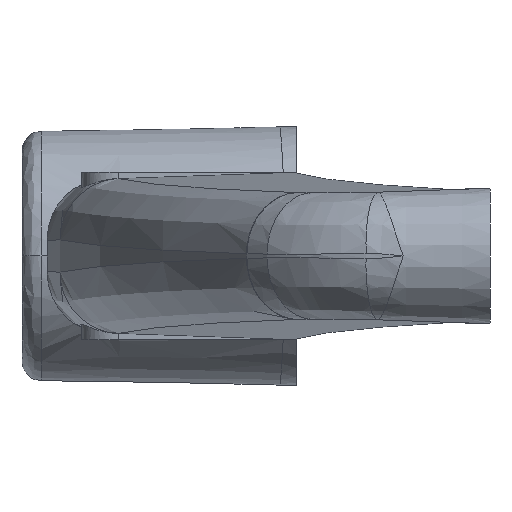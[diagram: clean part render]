
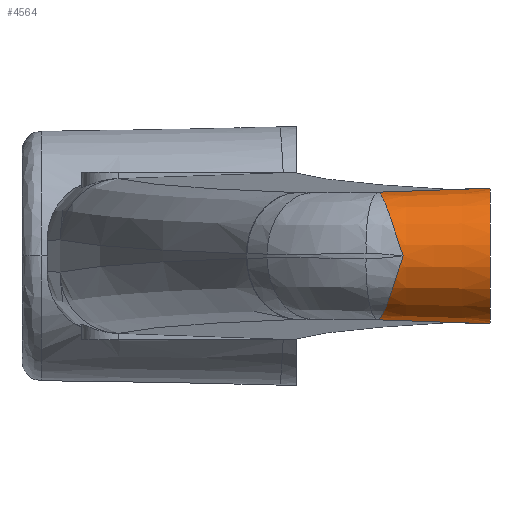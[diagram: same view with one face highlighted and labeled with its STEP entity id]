
A CAD part, left-side view. The second image highlights one B-rep face of the part: STEP entity #4564.
In plain terms, the highlighted conical face has half-angle 2 degrees and reference radius 21.21 mm.
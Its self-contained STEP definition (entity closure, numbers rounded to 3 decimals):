
#139 = CARTESIAN_POINT ( 'NONE',  ( -226.24, 54.35, 0. ) ) ;
#169 = CARTESIAN_POINT ( 'NONE',  ( -226.24, 54.35, 0. ) ) ;
#222 = CARTESIAN_POINT ( 'NONE',  ( -227.116, 89.474, -19.964 ) ) ;
#389 = DIRECTION ( 'NONE',  ( 0., -1., 0. ) ) ;
#428 = CARTESIAN_POINT ( 'NONE',  ( -233.469, 88.226, 18.722 ) ) ;
#639 = ORIENTED_EDGE ( 'NONE', *, *, #2627, .F. ) ;
#715 = CARTESIAN_POINT ( 'NONE',  ( -246.471, 82.39, -2.511 ) ) ;
#725 = VERTEX_POINT ( 'NONE', #4131 ) ;
#849 = CARTESIAN_POINT ( 'NONE',  ( -227.116, 89.474, -19.964 ) ) ;
#865 = CARTESIAN_POINT ( 'NONE',  ( -243.958, 84.695, 9.682 ) ) ;
#915 = AXIS2_PLACEMENT_3D ( 'NONE', #169, #389, #1180 ) ;
#1053 = ORIENTED_EDGE ( 'NONE', *, *, #3143, .F. ) ;
#1063 = CARTESIAN_POINT ( 'NONE',  ( -235.822, 87.661, -17.656 ) ) ;
#1180 = DIRECTION ( 'NONE',  ( 0., 0., -1. ) ) ;
#1283 = CARTESIAN_POINT ( 'NONE',  ( -242.577, 85.41, 11.822 ) ) ;
#1452 = DIRECTION ( 'NONE',  ( 0., 0., -1. ) ) ;
#1453 = B_SPLINE_CURVE_WITH_KNOTS ( 'NONE', 3,
 ( #3159, #2243, #5931, #3596, #865, #1283, #4652, #1753, #1784, #2767, #5515, #428, #5054, #5601, #2707, #1816 ),
 .UNSPECIFIED., .F., .F.,
 ( 4, 2, 2, 2, 2, 2, 2, 4 ),
 ( 0., 0.25, 0.375, 0.5, 0.625, 0.75, 0.875, 1. ),
 .UNSPECIFIED. ) ;
#1531 = CARTESIAN_POINT ( 'NONE',  ( -245.971, 83.189, -5.027 ) ) ;
#1636 = CARTESIAN_POINT ( 'NONE',  ( -244.545, 84.326, -8.55 ) ) ;
#1753 = CARTESIAN_POINT ( 'NONE',  ( -240.016, 86.425, 14.679 ) ) ;
#1784 = CARTESIAN_POINT ( 'NONE',  ( -239.042, 86.747, 15.522 ) ) ;
#1816 = CARTESIAN_POINT ( 'NONE',  ( -227.116, 89.474, 19.964 ) ) ;
#1954 = ORIENTED_EDGE ( 'NONE', *, *, #1987, .F. ) ;
#1979 = B_SPLINE_CURVE_WITH_KNOTS ( 'NONE', 3,
 ( #222, #3976, #5421, #3068, #4974, #1063, #5395, #4339, #4944, #4842, #3878, #2096, #1636, #1531, #715, #4376 ),
 .UNSPECIFIED., .F., .F.,
 ( 4, 2, 2, 2, 2, 2, 2, 4 ),
 ( 0., 0.125, 0.25, 0.375, 0.5, 0.625, 0.75, 1. ),
 .UNSPECIFIED. ) ;
#1987 = EDGE_CURVE ( 'NONE', #2783, #3381, #4926, .T. ) ;
#2041 = DIRECTION ( 'NONE',  ( -0.002, -0.999, 0.035 ) ) ;
#2096 = CARTESIAN_POINT ( 'NONE',  ( -243.958, 84.695, -9.682 ) ) ;
#2243 = CARTESIAN_POINT ( 'NONE',  ( -246.471, 82.39, 2.511 ) ) ;
#2627 = EDGE_CURVE ( 'NONE', #2757, #4343, #1979, .T. ) ;
#2707 = CARTESIAN_POINT ( 'NONE',  ( -228.418, 89.247, 19.915 ) ) ;
#2711 = VECTOR ( 'NONE', #5658, 1000. ) ;
#2757 = VERTEX_POINT ( 'NONE', #849 ) ;
#2767 = CARTESIAN_POINT ( 'NONE',  ( -236.945, 87.365, 17.01 ) ) ;
#2783 = VERTEX_POINT ( 'NONE', #6038 ) ;
#2829 = CARTESIAN_POINT ( 'NONE',  ( -227.081, 112.543, -19.159 ) ) ;
#2981 = CIRCLE ( 'NONE', #5361, 21.21 ) ;
#3068 = CARTESIAN_POINT ( 'NONE',  ( -232.238, 88.495, -19.142 ) ) ;
#3143 = EDGE_CURVE ( 'NONE', #725, #2757, #4246, .T. ) ;
#3159 = CARTESIAN_POINT ( 'NONE',  ( -246.5, 81.561, 0. ) ) ;
#3377 = CARTESIAN_POINT ( 'NONE',  ( -227.17, 54.35, 21.19 ) ) ;
#3381 = VERTEX_POINT ( 'NONE', #3377 ) ;
#3443 = ORIENTED_EDGE ( 'NONE', *, *, #4244, .F. ) ;
#3462 = VECTOR ( 'NONE', #2041, 1000. ) ;
#3538 = CARTESIAN_POINT ( 'NONE',  ( -246.5, 81.561, 0. ) ) ;
#3596 = CARTESIAN_POINT ( 'NONE',  ( -244.545, 84.326, 8.55 ) ) ;
#3780 = EDGE_CURVE ( 'NONE', #4343, #2783, #1453, .T. ) ;
#3878 = CARTESIAN_POINT ( 'NONE',  ( -242.577, 85.41, -11.822 ) ) ;
#3976 = CARTESIAN_POINT ( 'NONE',  ( -228.418, 89.247, -19.915 ) ) ;
#3989 = CARTESIAN_POINT ( 'NONE',  ( -227.081, 112.543, 19.159 ) ) ;
#4131 = CARTESIAN_POINT ( 'NONE',  ( -227.17, 54.35, -21.19 ) ) ;
#4244 = EDGE_CURVE ( 'NONE', #3381, #725, #2981, .T. ) ;
#4246 = LINE ( 'NONE', #2829, #2711 ) ;
#4326 = DIRECTION ( 'NONE',  ( 0., -1., 0. ) ) ;
#4339 = CARTESIAN_POINT ( 'NONE',  ( -239.042, 86.747, -15.522 ) ) ;
#4343 = VERTEX_POINT ( 'NONE', #3538 ) ;
#4376 = CARTESIAN_POINT ( 'NONE',  ( -246.5, 81.561, 0. ) ) ;
#4389 = FACE_OUTER_BOUND ( 'NONE', #4701, .T. ) ;
#4564 = ADVANCED_FACE ( 'NONE', ( #4389 ), #6021, .T. ) ;
#4652 = CARTESIAN_POINT ( 'NONE',  ( -241.784, 85.757, 12.829 ) ) ;
#4701 = EDGE_LOOP ( 'NONE', ( #1053, #3443, #1954, #6012, #639 ) ) ;
#4842 = CARTESIAN_POINT ( 'NONE',  ( -241.784, 85.757, -12.829 ) ) ;
#4926 = LINE ( 'NONE', #3989, #3462 ) ;
#4944 = CARTESIAN_POINT ( 'NONE',  ( -240.016, 86.425, -14.679 ) ) ;
#4974 = CARTESIAN_POINT ( 'NONE',  ( -233.469, 88.226, -18.722 ) ) ;
#5054 = CARTESIAN_POINT ( 'NONE',  ( -232.238, 88.495, 19.142 ) ) ;
#5361 = AXIS2_PLACEMENT_3D ( 'NONE', #139, #4326, #1452 ) ;
#5395 = CARTESIAN_POINT ( 'NONE',  ( -236.945, 87.365, -17.01 ) ) ;
#5421 = CARTESIAN_POINT ( 'NONE',  ( -229.712, 89.005, -19.739 ) ) ;
#5515 = CARTESIAN_POINT ( 'NONE',  ( -235.822, 87.661, 17.656 ) ) ;
#5601 = CARTESIAN_POINT ( 'NONE',  ( -229.712, 89.005, 19.739 ) ) ;
#5658 = DIRECTION ( 'NONE',  ( 0.002, 0.999, 0.035 ) ) ;
#5931 = CARTESIAN_POINT ( 'NONE',  ( -245.971, 83.189, 5.027 ) ) ;
#6012 = ORIENTED_EDGE ( 'NONE', *, *, #3780, .F. ) ;
#6021 = CONICAL_SURFACE ( 'NONE', #915, 21.21, 0.035 ) ;
#6038 = CARTESIAN_POINT ( 'NONE',  ( -227.116, 89.474, 19.964 ) ) ;
